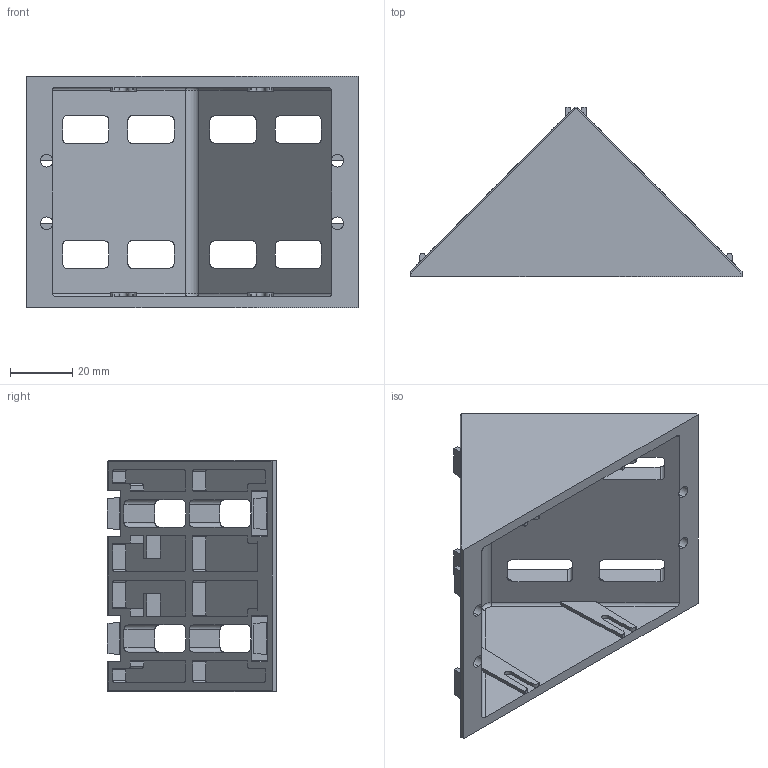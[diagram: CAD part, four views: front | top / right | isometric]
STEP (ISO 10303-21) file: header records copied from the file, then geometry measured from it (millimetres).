
FILE_DESCRIPTION (( 'STEP AP214' ), '1' );
FILE_NAME ('093w803n10r.STEP', '2014-08-20T13:43:35', ( '' ), ( '' ), 'SwSTEP 2.0', 'SolidWorks 2014', '' );
FILE_SCHEMA (( 'AUTOMOTIVE_DESIGN' ));
Length unit declared in the file: millimetre
Products named in the file (1): 093w803n10r
Bounding box: 106.26 x 54.21 x 74 mm (x, y, z)
Volume: 62955.3 mm3; surface area: 36470.5 mm2
Topology: 1 solids, 1 shells, 481 faces, 1330 edges, 872 vertices
Faces by surface type: plane 281, cylinder 196, torus 4
Entity records: 15154 total; most frequent: CARTESIAN_POINT 3512, ORIENTED_EDGE 2660, DIRECTION 2130, EDGE_CURVE 1330, LINE 942, VECTOR 942, VERTEX_POINT 872, AXIS2_PLACEMENT_3D 594
